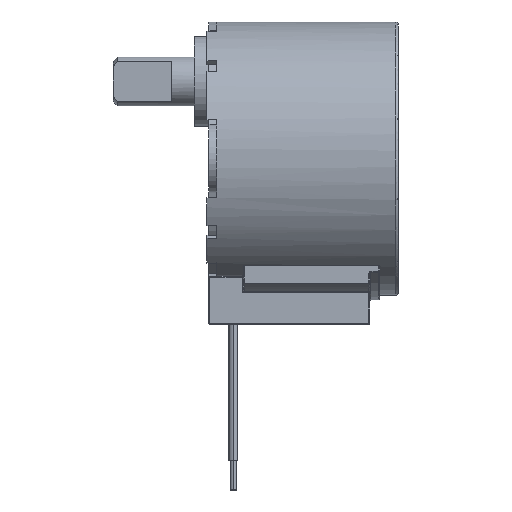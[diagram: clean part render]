
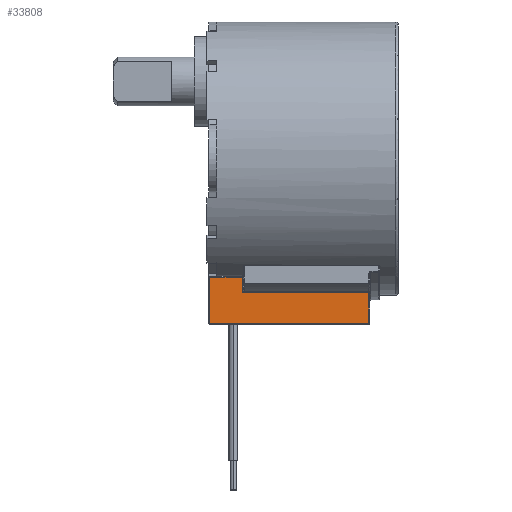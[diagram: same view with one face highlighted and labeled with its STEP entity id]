
A CAD part, left-side view. The second image highlights one B-rep face of the part: STEP entity #33808.
In plain terms, the highlighted face is planar.
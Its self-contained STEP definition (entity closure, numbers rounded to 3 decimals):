
#599 = EDGE_CURVE ( 'NONE', #31145, #10687, #28682, .T. ) ;
#1852 = ORIENTED_EDGE ( 'NONE', *, *, #12573, .T. ) ;
#5240 = CARTESIAN_POINT ( 'NONE',  ( 3.217, 4.707, 7.25 ) ) ;
#5533 = VECTOR ( 'NONE', #30867, 1000. ) ;
#5787 = LINE ( 'NONE', #21479, #21411 ) ;
#7024 = LINE ( 'NONE', #9508, #37273 ) ;
#7696 = EDGE_CURVE ( 'NONE', #10687, #39662, #23551, .T. ) ;
#8479 = FACE_OUTER_BOUND ( 'NONE', #17917, .T. ) ;
#8532 = DIRECTION ( 'NONE',  ( 0., 1., 0. ) ) ;
#8753 = CARTESIAN_POINT ( 'NONE',  ( 5., 8.15, 7.25 ) ) ;
#9508 = CARTESIAN_POINT ( 'NONE',  ( 5., 4.85, 7.25 ) ) ;
#10064 = ORIENTED_EDGE ( 'NONE', *, *, #7696, .T. ) ;
#10687 = VERTEX_POINT ( 'NONE', #28577 ) ;
#11361 = ORIENTED_EDGE ( 'NONE', *, *, #15354, .T. ) ;
#11592 = VERTEX_POINT ( 'NONE', #32105 ) ;
#12573 = EDGE_CURVE ( 'NONE', #11592, #20707, #14988, .T. ) ;
#14260 = CARTESIAN_POINT ( 'NONE',  ( 3.217, -8.25, 7.25 ) ) ;
#14352 = AXIS2_PLACEMENT_3D ( 'NONE', #35047, #16631, #35181 ) ;
#14942 = DIRECTION ( 'NONE',  ( 0., 1., 0. ) ) ;
#14988 = LINE ( 'NONE', #14260, #38873 ) ;
#15354 = EDGE_CURVE ( 'NONE', #39662, #11592, #30747, .T. ) ;
#16004 = CARTESIAN_POINT ( 'NONE',  ( 3.444, 4.85, 7.25 ) ) ;
#16133 = ORIENTED_EDGE ( 'NONE', *, *, #23713, .F. ) ;
#16570 = EDGE_CURVE ( 'NONE', #18069, #31145, #5787, .T. ) ;
#16617 = VECTOR ( 'NONE', #23750, 1000. ) ;
#16631 = DIRECTION ( 'NONE',  ( 0., 0., -1. ) ) ;
#17536 = CARTESIAN_POINT ( 'NONE',  ( 3.444, 4.85, 7.25 ) ) ;
#17917 = EDGE_LOOP ( 'NONE', ( #39822, #21822, #19840, #10064, #11361, #1852, #16133 ) ) ;
#17947 = CARTESIAN_POINT ( 'NONE',  ( 0.1, -8.15, 7.25 ) ) ;
#18069 = VERTEX_POINT ( 'NONE', #29993 ) ;
#19409 = CARTESIAN_POINT ( 'NONE',  ( 4.824, 8.15, 7.25 ) ) ;
#19834 = CARTESIAN_POINT ( 'NONE',  ( 5., -8.15, 7.25 ) ) ;
#19840 = ORIENTED_EDGE ( 'NONE', *, *, #599, .T. ) ;
#20707 = VERTEX_POINT ( 'NONE', #25161 ) ;
#21017 = DIRECTION ( 'NONE',  ( -1., 0., 0. ) ) ;
#21411 = VECTOR ( 'NONE', #14942, 1000. ) ;
#21479 = CARTESIAN_POINT ( 'NONE',  ( 4.824, -8.25, 7.25 ) ) ;
#21822 = ORIENTED_EDGE ( 'NONE', *, *, #16570, .T. ) ;
#22870 = DIRECTION ( 'NONE',  ( 1., 0., 0. ) ) ;
#23551 = LINE ( 'NONE', #39961, #5533 ) ;
#23713 = EDGE_CURVE ( 'NONE', #33349, #20707, #35162, .T. ) ;
#23750 = DIRECTION ( 'NONE',  ( 1., 0., 0. ) ) ;
#23946 = CARTESIAN_POINT ( 'NONE',  ( 3.245, 4.76, 7.25 ) ) ;
#25161 = CARTESIAN_POINT ( 'NONE',  ( 3.217, 4.65, 7.25 ) ) ;
#28577 = CARTESIAN_POINT ( 'NONE',  ( 0.1, 8.15, 7.25 ) ) ;
#28682 = LINE ( 'NONE', #8753, #32111 ) ;
#29993 = CARTESIAN_POINT ( 'NONE',  ( 4.824, 4.85, 7.25 ) ) ;
#30747 = LINE ( 'NONE', #19834, #16617 ) ;
#30867 = DIRECTION ( 'NONE',  ( 0., -1., 0. ) ) ;
#31145 = VERTEX_POINT ( 'NONE', #19409 ) ;
#32105 = CARTESIAN_POINT ( 'NONE',  ( 3.217, -8.15, 7.25 ) ) ;
#32111 = VECTOR ( 'NONE', #21017, 1000. ) ;
#33349 = VERTEX_POINT ( 'NONE', #16004 ) ;
#33477 = CARTESIAN_POINT ( 'NONE',  ( 3.331, 4.831, 7.25 ) ) ;
#33808 = ADVANCED_FACE ( 'NONE', ( #8479 ), #38062, .F. ) ;
#35047 = CARTESIAN_POINT ( 'NONE',  ( 5., -8.25, 7.25 ) ) ;
#35162 = B_SPLINE_CURVE_WITH_KNOTS ( 'NONE', 3,
 ( #17536, #39477, #33477, #23946, #5240, #36890 ),
 .UNSPECIFIED., .F., .F.,
 ( 4, 2, 4 ),
 ( 0., 0., 0. ),
 .UNSPECIFIED. ) ;
#35181 = DIRECTION ( 'NONE',  ( -1., 0., 0. ) ) ;
#35636 = EDGE_CURVE ( 'NONE', #33349, #18069, #7024, .T. ) ;
#36890 = CARTESIAN_POINT ( 'NONE',  ( 3.217, 4.65, 7.25 ) ) ;
#37273 = VECTOR ( 'NONE', #22870, 1000. ) ;
#38062 = PLANE ( 'NONE',  #14352 ) ;
#38873 = VECTOR ( 'NONE', #8532, 1000. ) ;
#39477 = CARTESIAN_POINT ( 'NONE',  ( 3.387, 4.85, 7.25 ) ) ;
#39662 = VERTEX_POINT ( 'NONE', #17947 ) ;
#39822 = ORIENTED_EDGE ( 'NONE', *, *, #35636, .T. ) ;
#39961 = CARTESIAN_POINT ( 'NONE',  ( 0.1, -8.25, 7.25 ) ) ;
